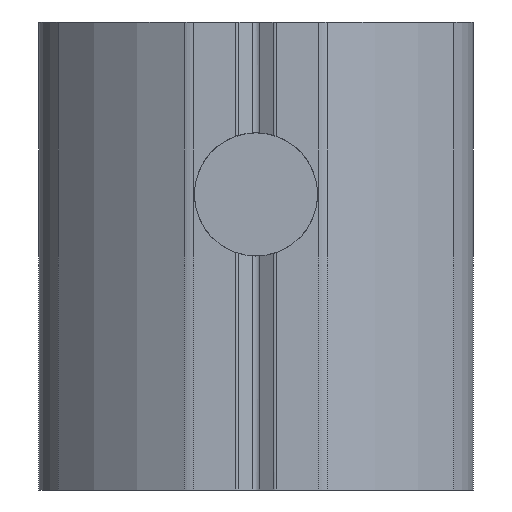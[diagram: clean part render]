
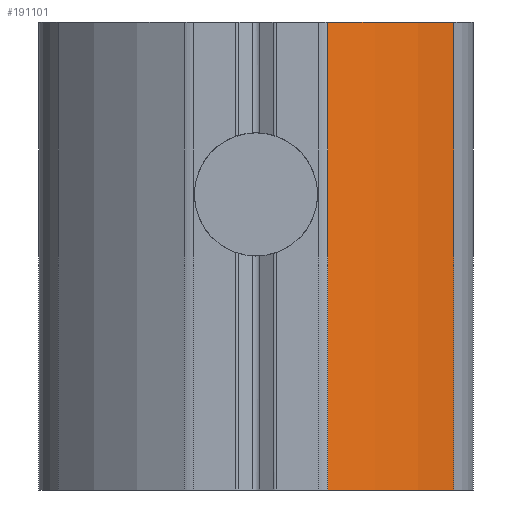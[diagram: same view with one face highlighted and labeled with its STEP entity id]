
A CAD part, front view. The second image highlights one B-rep face of the part: STEP entity #191101.
In plain terms, the highlighted cylindrical face has radius 12.4 mm (diameter 24.8 mm), a partial arc.
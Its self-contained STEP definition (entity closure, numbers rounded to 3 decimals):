
#7408 = CARTESIAN_POINT ( 'NONE',  ( 8.034, 3.946, 0. ) ) ;
#10616 = VERTEX_POINT ( 'NONE', #30397 ) ;
#11418 = CARTESIAN_POINT ( 'NONE',  ( 8.034, 3.946, -19. ) ) ;
#13581 = CARTESIAN_POINT ( 'NONE',  ( 8.034, 3.946, -19. ) ) ;
#18525 = VERTEX_POINT ( 'NONE', #11418 ) ;
#19409 = DIRECTION ( 'NONE',  ( 0., 0., 1. ) ) ;
#30397 = CARTESIAN_POINT ( 'NONE',  ( 2.91, 0.073, -19. ) ) ;
#34337 = CYLINDRICAL_SURFACE ( 'NONE', #57503, 12.4 ) ;
#48681 = CARTESIAN_POINT ( 'NONE',  ( -1.75, 11.564, -19. ) ) ;
#53039 = CIRCLE ( 'NONE', #74091, 12.4 ) ;
#57503 = AXIS2_PLACEMENT_3D ( 'NONE', #255593, #114678, #194980 ) ;
#58474 = CARTESIAN_POINT ( 'NONE',  ( 2.91, 0.073, 0. ) ) ;
#65504 = LINE ( 'NONE', #145842, #184381 ) ;
#67151 = DIRECTION ( 'NONE',  ( -1., 0., 0. ) ) ;
#74091 = AXIS2_PLACEMENT_3D ( 'NONE', #48681, #208028, #67151 ) ;
#82470 = AXIS2_PLACEMENT_3D ( 'NONE', #260409, #19409, #99744 ) ;
#92845 = ORIENTED_EDGE ( 'NONE', *, *, #198613, .F. ) ;
#99744 = DIRECTION ( 'NONE',  ( -1., 0., 0. ) ) ;
#101440 = EDGE_CURVE ( 'NONE', #18525, #109912, #233477, .T. ) ;
#109912 = VERTEX_POINT ( 'NONE', #7408 ) ;
#114678 = DIRECTION ( 'NONE',  ( 0., 0., 1. ) ) ;
#139166 = EDGE_LOOP ( 'NONE', ( #92845, #217524, #142412, #196338 ) ) ;
#141096 = EDGE_CURVE ( 'NONE', #10616, #230380, #65504, .T. ) ;
#142412 = ORIENTED_EDGE ( 'NONE', *, *, #253564, .T. ) ;
#145842 = CARTESIAN_POINT ( 'NONE',  ( 2.91, 0.073, -19. ) ) ;
#184381 = VECTOR ( 'NONE', #227472, 1000. ) ;
#191101 = ADVANCED_FACE ( 'NONE', ( #211201 ), #34337, .T. ) ;
#194980 = DIRECTION ( 'NONE',  ( 1., 0., 0. ) ) ;
#196338 = ORIENTED_EDGE ( 'NONE', *, *, #101440, .T. ) ;
#198613 = EDGE_CURVE ( 'NONE', #230380, #109912, #217068, .T. ) ;
#208028 = DIRECTION ( 'NONE',  ( 0., 0., 1. ) ) ;
#211201 = FACE_OUTER_BOUND ( 'NONE', #139166, .T. ) ;
#217068 = CIRCLE ( 'NONE', #82470, 12.4 ) ;
#217524 = ORIENTED_EDGE ( 'NONE', *, *, #141096, .F. ) ;
#227472 = DIRECTION ( 'NONE',  ( 0., 0., 1. ) ) ;
#230380 = VERTEX_POINT ( 'NONE', #58474 ) ;
#232187 = DIRECTION ( 'NONE',  ( 0., 0., 1. ) ) ;
#233477 = LINE ( 'NONE', #13581, #254523 ) ;
#253564 = EDGE_CURVE ( 'NONE', #10616, #18525, #53039, .T. ) ;
#254523 = VECTOR ( 'NONE', #232187, 1000. ) ;
#255593 = CARTESIAN_POINT ( 'NONE',  ( -1.75, 11.564, -19. ) ) ;
#260409 = CARTESIAN_POINT ( 'NONE',  ( -1.75, 11.564, 0. ) ) ;
